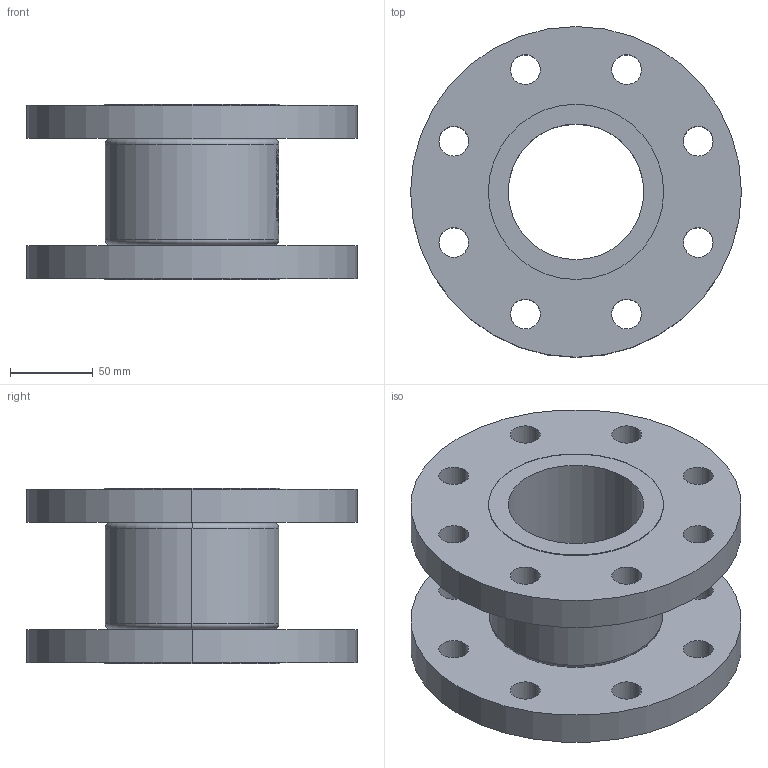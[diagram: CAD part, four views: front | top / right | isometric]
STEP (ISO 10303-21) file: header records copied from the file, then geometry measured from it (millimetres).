
FILE_DESCRIPTION (( 'STEP AP214' ), '1' );
FILE_NAME ('7150000_DN080_PN16_51422081.STEP', '2022-02-02T08:00:11', ( 'axxx' ), ( 'Hewlett-Packard Company' ), 'SwSTEP 2.0', 'SolidWorks 2019', '' );
FILE_SCHEMA (( 'AUTOMOTIVE_DESIGN' ));
Length unit declared in the file: millimetre
Products named in the file (1): 7150000_DN080_PN16_51422081
Bounding box: 200 x 200 x 106 mm (x, y, z)
Volume: 1182783 mm3; surface area: 193745.4 mm2
Topology: 1 solids, 1 shells, 550 faces, 1427 edges, 950 vertices
Faces by surface type: plane 239, bspline 236, cylinder 67, torus 8
Entity records: 30221 total; most frequent: CARTESIAN_POINT 18221, ORIENTED_EDGE 2854, DIRECTION 1710, EDGE_CURVE 1427, VERTEX_POINT 950, VECTOR 744, LINE 744, EDGE_LOOP 655
